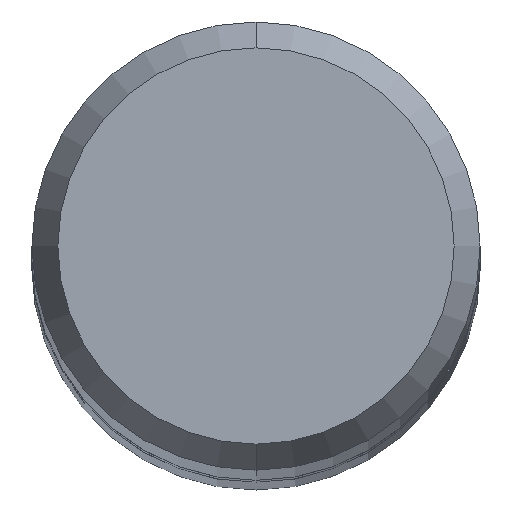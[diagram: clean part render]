
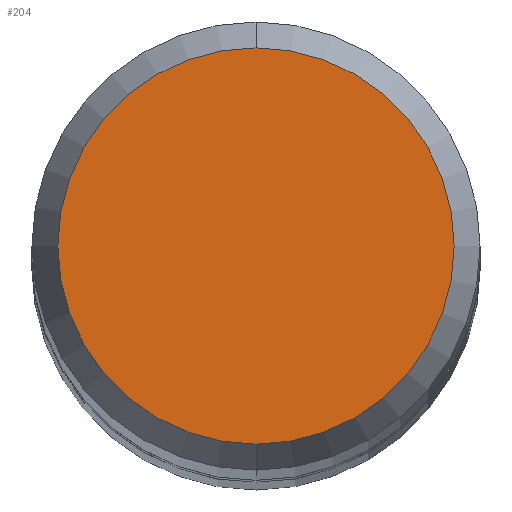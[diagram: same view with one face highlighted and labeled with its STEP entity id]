
A CAD part, top view. The second image highlights one B-rep face of the part: STEP entity #204.
In plain terms, the highlighted planar face has unit normal (0, 0, 1).
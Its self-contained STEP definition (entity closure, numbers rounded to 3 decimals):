
#128=VERTEX_POINT('',#279);
#144=EDGE_CURVE('',#128,#206,#295,.T.);
#152=EDGE_CURVE('',#206,#128,#304,.T.);
#204=ADVANCED_FACE('',(#365),#366,.T.);
#206=VERTEX_POINT('',#368);
#279=CARTESIAN_POINT('',(0.0,1.752,0.0));
#295=CIRCLE('',#463,1.752);
#304=CIRCLE('',#476,1.752);
#365=FACE_OUTER_BOUND('',#554,.T.);
#366=PLANE('',#555);
#368=CARTESIAN_POINT('',(0.,-1.752,0.0));
#463=AXIS2_PLACEMENT_3D('',#637,#638,#639);
#476=AXIS2_PLACEMENT_3D('',#652,#653,#654);
#554=EDGE_LOOP('',(#745,#746));
#555=AXIS2_PLACEMENT_3D('',#747,#748,#749);
#637=CARTESIAN_POINT('',(0.0,0.0,0.0));
#638=DIRECTION('',(0.0,0.0,-1.0));
#639=DIRECTION('',(0.0,1.0,0.0));
#652=CARTESIAN_POINT('',(0.0,0.0,0.0));
#653=DIRECTION('',(0.0,0.0,-1.0));
#654=DIRECTION('',(0.0,1.0,0.0));
#745=ORIENTED_EDGE('',*,*,#144,.F.);
#746=ORIENTED_EDGE('',*,*,#152,.F.);
#747=CARTESIAN_POINT('',(0.0,0.876,0.0));
#748=DIRECTION('',(-0.0,0.0,1.0));
#749=DIRECTION('',(0.0,-1.0,0.0));
